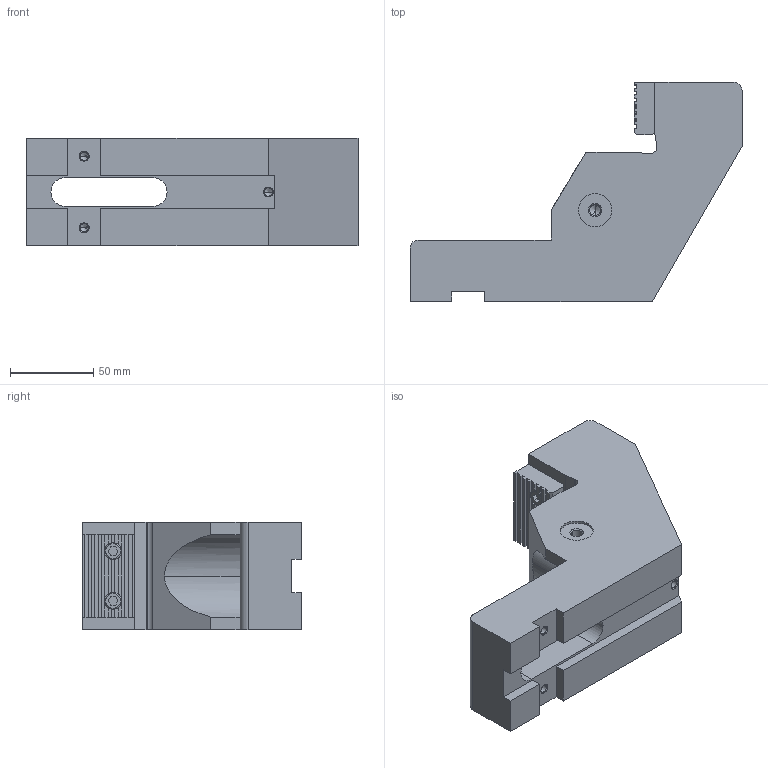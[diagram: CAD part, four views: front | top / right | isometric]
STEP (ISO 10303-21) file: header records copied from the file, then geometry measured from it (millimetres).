
FILE_DESCRIPTION(('STEP AP214'),'1');
FILE_NAME('haldern_eh_23211_0020.stp','2017-11-17T11:32:58',('TraceParts'),('TraceParts S.A.'),'Spatial InterOp 3D',' ',' ');
FILE_SCHEMA(('automotive_design'));
Length unit declared in the file: millimetre
Products named in the file (4): haldern_eh_23211_0020_1; haldern_eh_23211_0020_2; haldern_eh_23211_0020_3; haldern_eh_23211_0020_4
Bounding box: 200 x 132 x 65 mm (x, y, z)
Volume: 767524.1 mm3; surface area: 80759 mm2
Topology: 4 solids, 4 shells, 247 faces, 615 edges, 384 vertices
Faces by surface type: plane 121, cylinder 66, cone 56, torus 4
Entity records: 9264 total; most frequent: DIRECTION 1311, CARTESIAN_POINT 1234, ORIENTED_EDGE 1198, EDGE_CURVE 599, AXIS2_PLACEMENT_3D 461, LINE 389, VECTOR 389, VERTEX_POINT 384
